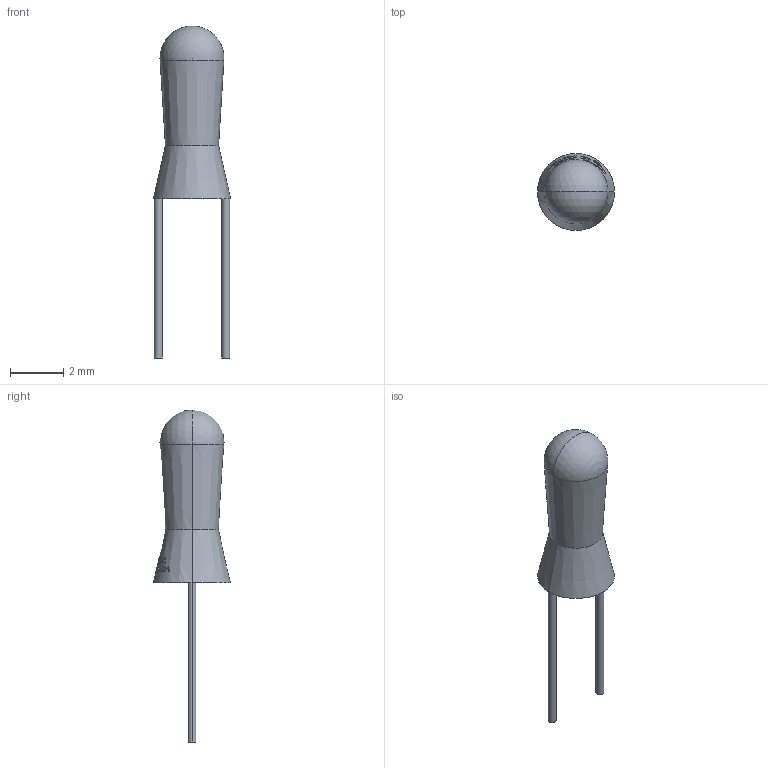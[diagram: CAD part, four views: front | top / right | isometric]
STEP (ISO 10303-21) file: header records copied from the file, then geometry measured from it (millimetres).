
FILE_DESCRIPTION (( 'STEP AP214' ), '1' );
FILE_NAME ('RES-TH_L4.0-W2.0-H6.5-P2.54-D0.3.step', '2022-07-28T10:06:04', ( '' ), ( '' ), 'SwSTEP 2.0', 'SolidWorks 2020', '' );
FILE_SCHEMA (( 'AUTOMOTIVE_DESIGN' ));
Length unit declared in the file: millimetre
Products named in the file (1): RES-TH_L4.0-W2.0-H6.5-P2.54-D0.3
Bounding box: 2.9 x 2.9 x 12.5 mm (x, y, z)
Volume: 26.7 mm3; surface area: 65.7 mm2
Topology: 1 solids, 1 shells, 237 faces, 644 edges, 428 vertices
Faces by surface type: plane 110, bspline 98, cone 23, cylinder 4, sphere 2
Entity records: 11900 total; most frequent: CARTESIAN_POINT 4534, ORIENTED_EDGE 1278, EDGE_CURVE 639, DIRECTION 525, VERTEX_POINT 425, B_SPLINE_CURVE_WITH_KNOTS 266, EDGE_LOOP 258, UNCERTAINTY_MEASURE_WITH_UNIT 240
